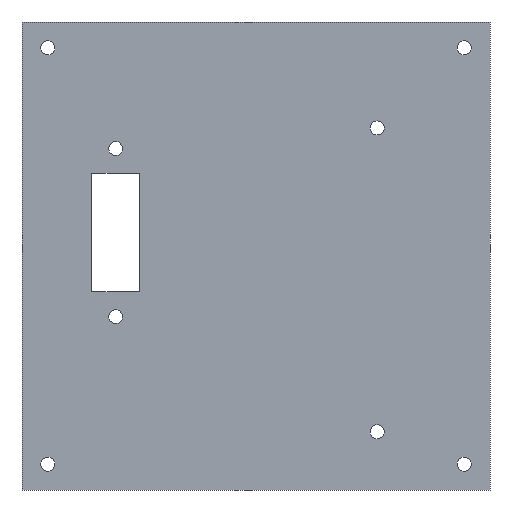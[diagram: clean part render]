
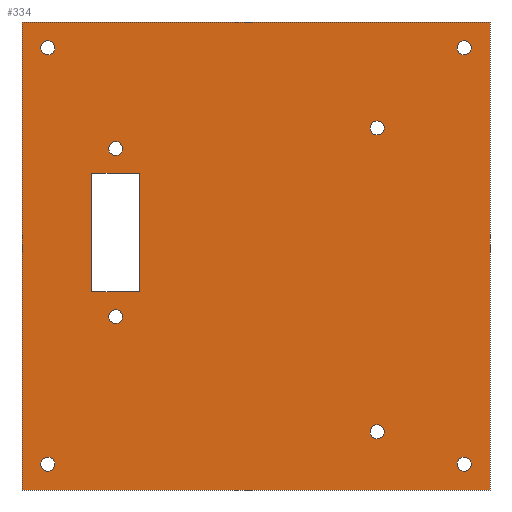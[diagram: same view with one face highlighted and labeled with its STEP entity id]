
A CAD part, left-side view. The second image highlights one B-rep face of the part: STEP entity #334.
In plain terms, the highlighted planar face has unit normal (-1, 0, 0).
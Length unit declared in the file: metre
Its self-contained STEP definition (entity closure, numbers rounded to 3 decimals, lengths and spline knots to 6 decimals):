
#20=LINE('',#503,#44);
#21=LINE('',#506,#45);
#22=LINE('',#508,#46);
#23=LINE('',#510,#47);
#24=LINE('',#519,#48);
#25=LINE('',#522,#49);
#26=LINE('',#524,#50);
#27=LINE('',#526,#51);
#44=VECTOR('',#411,1.);
#45=VECTOR('',#412,1.);
#46=VECTOR('',#413,1.);
#47=VECTOR('',#414,1.);
#48=VECTOR('',#423,1.);
#49=VECTOR('',#424,1.);
#50=VECTOR('',#425,1.);
#51=VECTOR('',#426,1.);
#68=ORIENTED_EDGE('',*,*,#148,.T.);
#69=ORIENTED_EDGE('',*,*,#149,.T.);
#70=ORIENTED_EDGE('',*,*,#150,.T.);
#71=ORIENTED_EDGE('',*,*,#151,.T.);
#72=ORIENTED_EDGE('',*,*,#152,.F.);
#73=ORIENTED_EDGE('',*,*,#153,.T.);
#74=ORIENTED_EDGE('',*,*,#154,.T.);
#75=ORIENTED_EDGE('',*,*,#155,.F.);
#76=ORIENTED_EDGE('',*,*,#156,.F.);
#77=ORIENTED_EDGE('',*,*,#157,.T.);
#78=ORIENTED_EDGE('',*,*,#158,.F.);
#79=ORIENTED_EDGE('',*,*,#159,.T.);
#80=ORIENTED_EDGE('',*,*,#160,.T.);
#81=ORIENTED_EDGE('',*,*,#161,.T.);
#82=ORIENTED_EDGE('',*,*,#162,.F.);
#83=ORIENTED_EDGE('',*,*,#163,.T.);
#148=EDGE_CURVE('',#188,#188,#220,.F.);
#149=EDGE_CURVE('',#189,#189,#221,.F.);
#150=EDGE_CURVE('',#190,#190,#222,.F.);
#151=EDGE_CURVE('',#191,#191,#223,.F.);
#152=EDGE_CURVE('',#192,#193,#20,.T.);
#153=EDGE_CURVE('',#192,#194,#21,.T.);
#154=EDGE_CURVE('',#194,#195,#22,.T.);
#155=EDGE_CURVE('',#193,#195,#23,.T.);
#156=EDGE_CURVE('',#196,#196,#224,.T.);
#157=EDGE_CURVE('',#197,#197,#225,.T.);
#158=EDGE_CURVE('',#198,#198,#226,.T.);
#159=EDGE_CURVE('',#199,#199,#227,.T.);
#160=EDGE_CURVE('',#200,#201,#24,.T.);
#161=EDGE_CURVE('',#201,#202,#25,.T.);
#162=EDGE_CURVE('',#203,#202,#26,.T.);
#163=EDGE_CURVE('',#203,#200,#27,.T.);
#188=VERTEX_POINT('',#496);
#189=VERTEX_POINT('',#498);
#190=VERTEX_POINT('',#500);
#191=VERTEX_POINT('',#502);
#192=VERTEX_POINT('',#504);
#193=VERTEX_POINT('',#505);
#194=VERTEX_POINT('',#507);
#195=VERTEX_POINT('',#509);
#196=VERTEX_POINT('',#512);
#197=VERTEX_POINT('',#514);
#198=VERTEX_POINT('',#516);
#199=VERTEX_POINT('',#518);
#200=VERTEX_POINT('',#520);
#201=VERTEX_POINT('',#521);
#202=VERTEX_POINT('',#523);
#203=VERTEX_POINT('',#525);
#220=CIRCLE('',#366,0.0015);
#221=CIRCLE('',#367,0.0015);
#222=CIRCLE('',#368,0.0015);
#223=CIRCLE('',#369,0.0015);
#224=CIRCLE('',#370,0.0015);
#225=CIRCLE('',#371,0.0015);
#226=CIRCLE('',#372,0.0015);
#227=CIRCLE('',#373,0.0015);
#236=EDGE_LOOP('',(#68));
#237=EDGE_LOOP('',(#69));
#238=EDGE_LOOP('',(#70));
#239=EDGE_LOOP('',(#71));
#240=EDGE_LOOP('',(#72,#73,#74,#75));
#241=EDGE_LOOP('',(#76));
#242=EDGE_LOOP('',(#77));
#243=EDGE_LOOP('',(#78));
#244=EDGE_LOOP('',(#79));
#245=EDGE_LOOP('',(#80,#81,#82,#83));
#280=FACE_BOUND('',#236,.T.);
#281=FACE_BOUND('',#237,.T.);
#282=FACE_BOUND('',#238,.T.);
#283=FACE_BOUND('',#239,.T.);
#284=FACE_BOUND('',#240,.T.);
#285=FACE_BOUND('',#241,.T.);
#286=FACE_BOUND('',#242,.T.);
#287=FACE_BOUND('',#243,.T.);
#288=FACE_BOUND('',#244,.T.);
#289=FACE_BOUND('',#245,.T.);
#324=PLANE('',#365);
#334=ADVANCED_FACE('',(#280,#281,#282,#283,#284,#285,#286,#287,#288,#289),
#324,.T.);
#365=AXIS2_PLACEMENT_3D('',#494,#401,#402);
#366=AXIS2_PLACEMENT_3D('',#495,#403,#404);
#367=AXIS2_PLACEMENT_3D('',#497,#405,#406);
#368=AXIS2_PLACEMENT_3D('',#499,#407,#408);
#369=AXIS2_PLACEMENT_3D('',#501,#409,#410);
#370=AXIS2_PLACEMENT_3D('',#511,#415,#416);
#371=AXIS2_PLACEMENT_3D('',#513,#417,#418);
#372=AXIS2_PLACEMENT_3D('',#515,#419,#420);
#373=AXIS2_PLACEMENT_3D('',#517,#421,#422);
#401=DIRECTION('',(-1.,0.,0.));
#402=DIRECTION('',(0.,-1.,0.));
#403=DIRECTION('',(-1.,0.,0.));
#404=DIRECTION('',(0.,0.,1.));
#405=DIRECTION('',(-1.,0.,0.));
#406=DIRECTION('',(0.,0.,1.));
#407=DIRECTION('',(-1.,0.,0.));
#408=DIRECTION('',(0.,0.,1.));
#409=DIRECTION('',(-1.,0.,0.));
#410=DIRECTION('',(0.,0.,1.));
#411=DIRECTION('',(0.,0.,1.));
#412=DIRECTION('',(0.,-1.,0.));
#413=DIRECTION('',(0.,0.,1.));
#414=DIRECTION('',(0.,-1.,0.));
#415=DIRECTION('',(-1.,0.,0.));
#416=DIRECTION('',(0.,0.,1.));
#417=DIRECTION('',(1.,0.,0.));
#418=DIRECTION('',(0.,0.,1.));
#419=DIRECTION('',(-1.,0.,0.));
#420=DIRECTION('',(0.,0.,1.));
#421=DIRECTION('',(1.,0.,0.));
#422=DIRECTION('',(0.,0.,1.));
#423=DIRECTION('',(0.,1.,0.));
#424=DIRECTION('',(0.,0.,1.));
#425=DIRECTION('',(0.,1.,0.));
#426=DIRECTION('',(0.,0.,-1.));
#494=CARTESIAN_POINT('',(-0.023,-0.007564,-0.000878));
#495=CARTESIAN_POINT('',(-0.023,-0.05588,0.02236));
#496=CARTESIAN_POINT('',(-0.023,-0.05588,0.02386));
#497=CARTESIAN_POINT('',(-0.023,-0.05588,-0.04254));
#498=CARTESIAN_POINT('',(-0.023,-0.05588,-0.04104));
#499=CARTESIAN_POINT('',(-0.023,0.,-0.01795));
#500=CARTESIAN_POINT('',(-0.023,0.,-0.01645));
#501=CARTESIAN_POINT('',(-0.023,0.,0.01795));
#502=CARTESIAN_POINT('',(-0.023,0.,0.01945));
#503=CARTESIAN_POINT('',(-0.023,0.02,-0.005));
#504=CARTESIAN_POINT('',(-0.023,0.02,-0.055));
#505=CARTESIAN_POINT('',(-0.023,0.02,0.045));
#506=CARTESIAN_POINT('',(-0.023,-0.03,-0.055));
#507=CARTESIAN_POINT('',(-0.023,-0.08,-0.055));
#508=CARTESIAN_POINT('',(-0.023,-0.08,-0.005));
#509=CARTESIAN_POINT('',(-0.023,-0.08,0.045));
#510=CARTESIAN_POINT('',(-0.023,-0.03,0.045));
#511=CARTESIAN_POINT('',(-0.023,0.0145,-0.0495));
#512=CARTESIAN_POINT('',(-0.023,0.0145,-0.048));
#513=CARTESIAN_POINT('',(-0.023,-0.0745,-0.0495));
#514=CARTESIAN_POINT('',(-0.023,-0.0745,-0.048));
#515=CARTESIAN_POINT('',(-0.023,-0.0745,0.0395));
#516=CARTESIAN_POINT('',(-0.023,-0.0745,0.041));
#517=CARTESIAN_POINT('',(-0.023,0.0145,0.0395));
#518=CARTESIAN_POINT('',(-0.023,0.0145,0.041));
#519=CARTESIAN_POINT('',(-0.023,-0.007564,-0.01264));
#520=CARTESIAN_POINT('',(-0.023,-0.00508,-0.01264));
#521=CARTESIAN_POINT('',(-0.023,0.00508,-0.01264));
#522=CARTESIAN_POINT('',(-0.023,0.00508,-0.000878));
#523=CARTESIAN_POINT('',(-0.023,0.00508,0.01264));
#524=CARTESIAN_POINT('',(-0.023,-0.007564,0.01264));
#525=CARTESIAN_POINT('',(-0.023,-0.00508,0.01264));
#526=CARTESIAN_POINT('',(-0.023,-0.00508,-0.000878));
